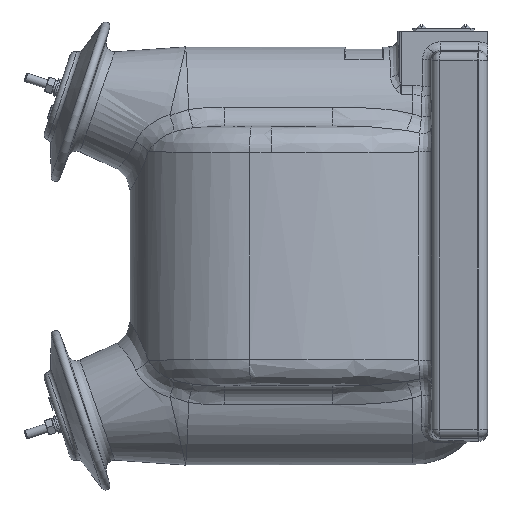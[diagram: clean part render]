
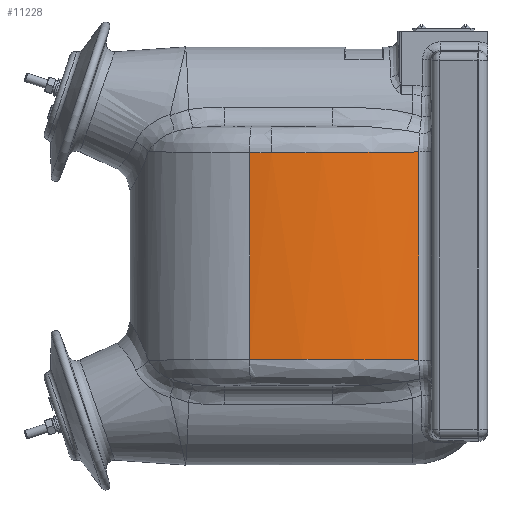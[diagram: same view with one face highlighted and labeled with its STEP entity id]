
A CAD part, left-side view. The second image highlights one B-rep face of the part: STEP entity #11228.
In plain terms, the highlighted cylindrical face has radius 358 mm (diameter 716 mm), a partial arc.
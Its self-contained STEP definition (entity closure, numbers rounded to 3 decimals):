
#1319 = CYLINDRICAL_SURFACE ( 'NONE', #10789, 358. ) ;
#1340 = FACE_OUTER_BOUND ( 'NONE', #14616, .T. ) ;
#1970 = VECTOR ( 'NONE', #13561, 1000. ) ;
#1971 = LINE ( 'NONE', #18857, #1997 ) ;
#1997 = VECTOR ( 'NONE', #18860, 1000. ) ;
#2008 = LINE ( 'NONE', #13576, #1970 ) ;
#3697 =( BOUNDED_CURVE ( )  B_SPLINE_CURVE ( 3, ( #13195, #13250, #13291, #13247 ),
 .UNSPECIFIED., .F., .T. ) 
 B_SPLINE_CURVE_WITH_KNOTS ( ( 4, 4 ),
 ( 5.797, 6.283 ),
 .UNSPECIFIED. ) 
 CURVE ( )  GEOMETRIC_REPRESENTATION_ITEM ( )  RATIONAL_B_SPLINE_CURVE ( ( 1., 0.98, 0.98, 1. ) ) 
 REPRESENTATION_ITEM ( '' )  );
#3715 =( BOUNDED_CURVE ( )  B_SPLINE_CURVE ( 3, ( #24298, #24280, #24286, #24267 ),
 .UNSPECIFIED., .F., .F. ) 
 B_SPLINE_CURVE_WITH_KNOTS ( ( 4, 4 ),
 ( 3.072, 3.627 ),
 .UNSPECIFIED. ) 
 CURVE ( )  GEOMETRIC_REPRESENTATION_ITEM ( )  RATIONAL_B_SPLINE_CURVE ( ( 1., 0.974, 0.974, 1. ) ) 
 REPRESENTATION_ITEM ( '' )  );
#3760 =( BOUNDED_CURVE ( )  B_SPLINE_CURVE ( 3, ( #23230, #23191, #23233, #23196 ),
 .UNSPECIFIED., .F., .F. ) 
 B_SPLINE_CURVE_WITH_KNOTS ( ( 4, 4 ),
 ( 0., 0.069 ),
 .UNSPECIFIED. ) 
 CURVE ( )  GEOMETRIC_REPRESENTATION_ITEM ( )  RATIONAL_B_SPLINE_CURVE ( ( 1., 1., 1., 1. ) ) 
 REPRESENTATION_ITEM ( '' )  );
#4819 = EDGE_CURVE ( 'NONE', #20136, #20266, #1971, .T. ) ;
#4840 = EDGE_CURVE ( 'NONE', #20435, #20414, #2008, .T. ) ;
#4896 = EDGE_CURVE ( 'NONE', #20414, #20074, #3697, .T. ) ;
#4926 = EDGE_CURVE ( 'NONE', #20266, #20435, #3715, .T. ) ;
#7980 = ORIENTED_EDGE ( 'NONE', *, *, #4896, .T. ) ;
#8017 = ORIENTED_EDGE ( 'NONE', *, *, #4840, .T. ) ;
#8018 = ORIENTED_EDGE ( 'NONE', *, *, #11203, .T. ) ;
#10789 = AXIS2_PLACEMENT_3D ( 'NONE', #26479, #26534, #26535 ) ;
#11203 = EDGE_CURVE ( 'NONE', #20074, #20136, #3760, .T. ) ;
#11228 = ADVANCED_FACE ( 'NONE', ( #1340 ), #1319, .T. ) ;
#13195 = CARTESIAN_POINT ( 'NONE',  ( -104.597, -160.123, 117.945 ) ) ;
#13247 = CARTESIAN_POINT ( 'NONE',  ( -146., 7., 116.952 ) ) ;
#13250 = CARTESIAN_POINT ( 'NONE',  ( -131.924, -108.356, 117.29 ) ) ;
#13291 = CARTESIAN_POINT ( 'NONE',  ( -146., -51.537, 116.952 ) ) ;
#13561 = DIRECTION ( 'NONE',  ( 0., 0., 1. ) ) ;
#13576 = CARTESIAN_POINT ( 'NONE',  ( -104.597, -160.123, 150. ) ) ;
#14616 = EDGE_LOOP ( 'NONE', ( #14922, #8017, #7980, #8018, #14939 ) ) ;
#14922 = ORIENTED_EDGE ( 'NONE', *, *, #4926, .T. ) ;
#14939 = ORIENTED_EDGE ( 'NONE', *, *, #4819, .T. ) ;
#15222 = CARTESIAN_POINT ( 'NONE',  ( -146., 7., 116.952 ) ) ;
#15307 = CARTESIAN_POINT ( 'NONE',  ( -145.137, 31.836, 116.973 ) ) ;
#15433 = CARTESIAN_POINT ( 'NONE',  ( -145.137, 31.836, -116.973 ) ) ;
#15535 = CARTESIAN_POINT ( 'NONE',  ( -104.597, -160.123, 117.945 ) ) ;
#15639 = CARTESIAN_POINT ( 'NONE',  ( -104.597, -160.123, -117.945 ) ) ;
#18857 = CARTESIAN_POINT ( 'NONE',  ( -145.137, 31.836, 150. ) ) ;
#18860 = DIRECTION ( 'NONE',  ( 0., 0., -1. ) ) ;
#20074 = VERTEX_POINT ( 'NONE', #15222 ) ;
#20136 = VERTEX_POINT ( 'NONE', #15307 ) ;
#20266 = VERTEX_POINT ( 'NONE', #15433 ) ;
#20414 = VERTEX_POINT ( 'NONE', #15535 ) ;
#20435 = VERTEX_POINT ( 'NONE', #15639 ) ;
#23191 = CARTESIAN_POINT ( 'NONE',  ( -146., 15.287, 116.952 ) ) ;
#23196 = CARTESIAN_POINT ( 'NONE',  ( -145.137, 31.836, 116.973 ) ) ;
#23230 = CARTESIAN_POINT ( 'NONE',  ( -146., 7., 116.952 ) ) ;
#23233 = CARTESIAN_POINT ( 'NONE',  ( -145.712, 23.569, 116.959 ) ) ;
#24267 = CARTESIAN_POINT ( 'NONE',  ( -104.597, -160.123, -117.945 ) ) ;
#24280 = CARTESIAN_POINT ( 'NONE',  ( -149.793, -35.112, -116.861 ) ) ;
#24286 = CARTESIAN_POINT ( 'NONE',  ( -135.926, -100.774, -117.194 ) ) ;
#24298 = CARTESIAN_POINT ( 'NONE',  ( -145.137, 31.836, -116.973 ) ) ;
#26479 = CARTESIAN_POINT ( 'NONE',  ( 212., 7., 150. ) ) ;
#26534 = DIRECTION ( 'NONE',  ( 0., 0., -1. ) ) ;
#26535 = DIRECTION ( 'NONE',  ( 1., 0., 0. ) ) ;
